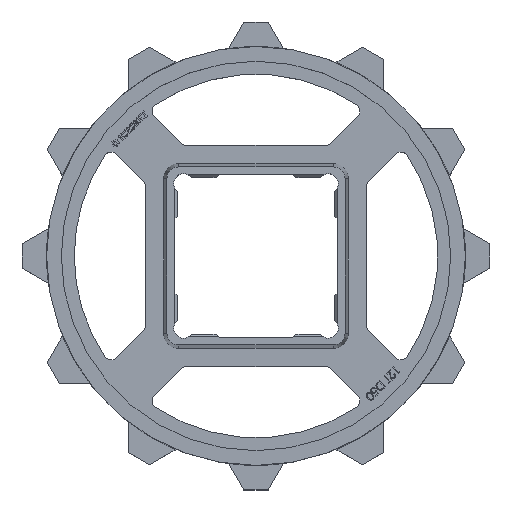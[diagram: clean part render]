
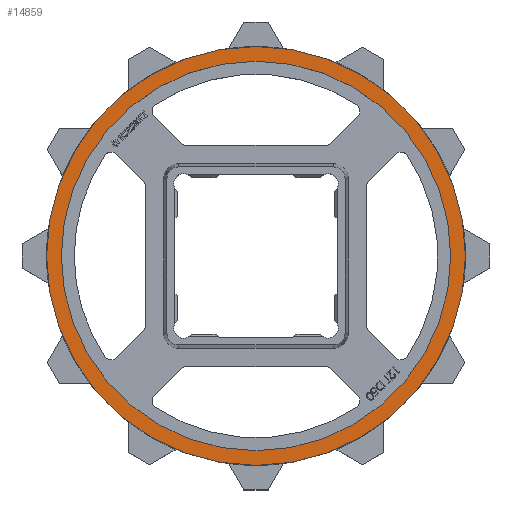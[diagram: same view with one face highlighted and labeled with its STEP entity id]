
A CAD part, top view. The second image highlights one B-rep face of the part: STEP entity #14859.
In plain terms, the highlighted planar face has unit normal (0, 0, 1).
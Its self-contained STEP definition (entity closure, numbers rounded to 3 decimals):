
#153 = EDGE_CURVE ( 'NONE', #9769, #10386, #9055, .T. ) ;
#701 = CARTESIAN_POINT ( 'NONE',  ( 0., 0., 10. ) ) ;
#1822 = DIRECTION ( 'NONE',  ( 0., 0., 1. ) ) ;
#3037 = AXIS2_PLACEMENT_3D ( 'NONE', #5250, #6097, #10871 ) ;
#3138 = DIRECTION ( 'NONE',  ( 1., 0., 0. ) ) ;
#3889 = AXIS2_PLACEMENT_3D ( 'NONE', #14285, #8425, #5019 ) ;
#3938 = VERTEX_POINT ( 'NONE', #9931 ) ;
#5019 = DIRECTION ( 'NONE',  ( 1., 0., 0. ) ) ;
#5236 = EDGE_CURVE ( 'NONE', #6438, #3938, #11759, .T. ) ;
#5250 = CARTESIAN_POINT ( 'NONE',  ( 0., 0., 10. ) ) ;
#5972 = DIRECTION ( 'NONE',  ( 0., 0., 1. ) ) ;
#6056 = CARTESIAN_POINT ( 'NONE',  ( 0., 0., 10. ) ) ;
#6097 = DIRECTION ( 'NONE',  ( 0., 0., 1. ) ) ;
#6375 = CIRCLE ( 'NONE', #10815, 79.301 ) ;
#6438 = VERTEX_POINT ( 'NONE', #15070 ) ;
#6590 = DIRECTION ( 'NONE',  ( 0., 0., 1. ) ) ;
#8425 = DIRECTION ( 'NONE',  ( 0., 0., 1. ) ) ;
#8464 = ORIENTED_EDGE ( 'NONE', *, *, #5236, .T. ) ;
#8556 = FACE_BOUND ( 'NONE', #15062, .T. ) ;
#9055 = CIRCLE ( 'NONE', #3889, 79.301 ) ;
#9217 = ORIENTED_EDGE ( 'NONE', *, *, #13449, .F. ) ;
#9714 = PLANE ( 'NONE',  #3037 ) ;
#9769 = VERTEX_POINT ( 'NONE', #15113 ) ;
#9799 = AXIS2_PLACEMENT_3D ( 'NONE', #701, #6590, #3138 ) ;
#9894 = CARTESIAN_POINT ( 'NONE',  ( 0., 0., 10. ) ) ;
#9931 = CARTESIAN_POINT ( 'NONE',  ( -85.301, 0., 10. ) ) ;
#10386 = VERTEX_POINT ( 'NONE', #11748 ) ;
#10678 = DIRECTION ( 'NONE',  ( 1., 0., 0. ) ) ;
#10815 = AXIS2_PLACEMENT_3D ( 'NONE', #6056, #5972, #10678 ) ;
#10871 = DIRECTION ( 'NONE',  ( 1., 0., 0. ) ) ;
#11748 = CARTESIAN_POINT ( 'NONE',  ( 79.301, 0., 10. ) ) ;
#11759 = CIRCLE ( 'NONE', #9799, 85.301 ) ;
#12915 = ORIENTED_EDGE ( 'NONE', *, *, #13615, .T. ) ;
#13188 = ORIENTED_EDGE ( 'NONE', *, *, #153, .F. ) ;
#13251 = FACE_OUTER_BOUND ( 'NONE', #13693, .T. ) ;
#13449 = EDGE_CURVE ( 'NONE', #10386, #9769, #6375, .T. ) ;
#13518 = CIRCLE ( 'NONE', #14750, 85.301 ) ;
#13615 = EDGE_CURVE ( 'NONE', #3938, #6438, #13518, .T. ) ;
#13693 = EDGE_LOOP ( 'NONE', ( #12915, #8464 ) ) ;
#14285 = CARTESIAN_POINT ( 'NONE',  ( 0., 0., 10. ) ) ;
#14586 = DIRECTION ( 'NONE',  ( 1., 0., 0. ) ) ;
#14750 = AXIS2_PLACEMENT_3D ( 'NONE', #9894, #1822, #14586 ) ;
#14859 = ADVANCED_FACE ( 'NONE', ( #8556, #13251 ), #9714, .T. ) ;
#15062 = EDGE_LOOP ( 'NONE', ( #13188, #9217 ) ) ;
#15070 = CARTESIAN_POINT ( 'NONE',  ( 85.301, 0., 10. ) ) ;
#15113 = CARTESIAN_POINT ( 'NONE',  ( -79.301, 0., 10. ) ) ;
